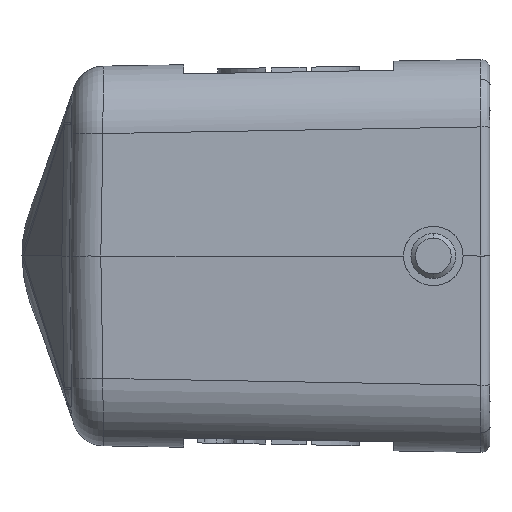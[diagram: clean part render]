
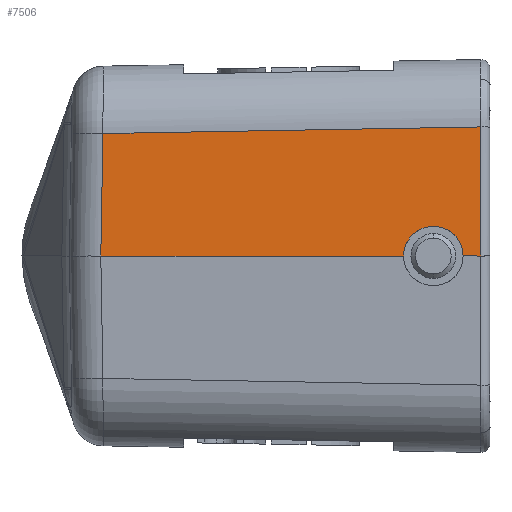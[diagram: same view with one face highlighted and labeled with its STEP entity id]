
A CAD part, left-side view. The second image highlights one B-rep face of the part: STEP entity #7506.
In plain terms, the highlighted planar face has unit normal (-1, 0.018, 0.017).
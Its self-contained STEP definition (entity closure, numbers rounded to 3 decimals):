
#214=DIRECTION('',(0.017,1.,0.));
#215=VECTOR('',#214,33.117);
#216=CARTESIAN_POINT('',(-29.835,9.45,
0.));
#217=LINE('',#216,#215);
#218=DIRECTION('',(0.017,-0.017,1.));
#219=VECTOR('',#218,13.397);
#220=CARTESIAN_POINT('',(-29.257,42.562,
0.));
#221=LINE('',#220,#219);
#222=DIRECTION('',(-0.017,-1.,0.017));
#223=VECTOR('',#222,41.323);
#224=CARTESIAN_POINT('',(-29.027,42.328,13.393));
#225=LINE('',#224,#223);
#226=DIRECTION('',(0.017,1.,0.));
#227=VECTOR('',#226,1.931);
#228=CARTESIAN_POINT('',(-29.982,1.019,
0.));
#229=LINE('',#228,#227);
#230=CARTESIAN_POINT('',(-29.835,6.2,3.25));
#231=CARTESIAN_POINT('',(-29.839,5.953,3.25));
#232=CARTESIAN_POINT('',(-29.849,5.473,3.195));
#233=CARTESIAN_POINT('',(-29.865,4.778,2.953));
#234=CARTESIAN_POINT('',(-29.883,4.157,2.562));
#235=CARTESIAN_POINT('',(-29.901,3.638,2.043));
#236=CARTESIAN_POINT('',(-29.918,3.247,1.422));
#237=CARTESIAN_POINT('',(-29.935,3.005,0.727));
#238=CARTESIAN_POINT('',(-29.944,2.95,0.247));
#239=CARTESIAN_POINT('',(-29.948,2.95,0.));
#5017=DIRECTION('',(0.017,0.,1.));
#5018=VECTOR('',#5017,14.116);
#5019=CARTESIAN_POINT('',(-29.982,1.019,
0.));
#5020=LINE('',#5019,#5018);
#5021=CARTESIAN_POINT('',(-29.835,9.45,
0.));
#5022=CARTESIAN_POINT('',(-29.831,9.45,
0.247));
#5023=CARTESIAN_POINT('',(-29.823,9.395,
0.727));
#5024=CARTESIAN_POINT('',(-29.815,9.153,1.423));
#5025=CARTESIAN_POINT('',(-29.811,8.762,2.043));
#5026=CARTESIAN_POINT('',(-29.811,8.243,2.562));
#5027=CARTESIAN_POINT('',(-29.815,7.623,2.953));
#5028=CARTESIAN_POINT('',(-29.823,6.927,3.195));
#5029=CARTESIAN_POINT('',(-29.831,6.447,3.25));
#5030=CARTESIAN_POINT('',(-29.835,6.2,3.25));
#6095=CARTESIAN_POINT('',(-29.027,42.328,13.393));
#6096=CARTESIAN_POINT('',(-29.736,1.017,14.114));
#6097=VERTEX_POINT('',#6095);
#6098=VERTEX_POINT('',#6096);
#6104=VERTEX_POINT('',#230);
#6105=VERTEX_POINT('',#239);
#6106=VERTEX_POINT('',#5021);
#6107=CARTESIAN_POINT('',(-29.257,42.562,
0.));
#6108=VERTEX_POINT('',#6107);
#6109=CARTESIAN_POINT('',(-29.982,1.019,
0.));
#6110=VERTEX_POINT('',#6109);
#7486=CARTESIAN_POINT('',(-29.607,0.,22.544));
#7487=DIRECTION('',(-1.,0.017,0.017));
#7488=DIRECTION('',(-0.017,-1.,0.));
#7489=AXIS2_PLACEMENT_3D('',#7486,#7487,#7488);
#7490=PLANE('',#7489);
#7492=ORIENTED_EDGE('',*,*,#7491,.F.);
#7494=ORIENTED_EDGE('',*,*,#7493,.F.);
#7496=ORIENTED_EDGE('',*,*,#7495,.T.);
#7498=ORIENTED_EDGE('',*,*,#7497,.T.);
#7499=ORIENTED_EDGE('',*,*,#7467,.T.);
#7501=ORIENTED_EDGE('',*,*,#7500,.F.);
#7503=ORIENTED_EDGE('',*,*,#7502,.T.);
#7504=EDGE_LOOP('',(#7492,#7494,#7496,#7498,#7499,#7501,#7503));
#7505=FACE_OUTER_BOUND('',#7504,.F.);
#7506=ADVANCED_FACE('',(#7505),#7490,.T.);
#240=B_SPLINE_CURVE_WITH_KNOTS('',3,(#230,#231,#232,#233,#234,#235,#236,#237,
#238,#239),.UNSPECIFIED.,.F.,.F.,(4,1,1,1,1,1,1,4),(0.,0.143,
0.286,0.429,0.571,0.714,
0.857,1.),.UNSPECIFIED.);
#5031=B_SPLINE_CURVE_WITH_KNOTS('',3,(#5021,#5022,#5023,#5024,#5025,#5026,#5027,
#5028,#5029,#5030),.UNSPECIFIED.,.F.,.F.,(4,1,1,1,1,1,1,4),(0.,
0.143,0.286,0.429,0.571,
0.714,0.857,1.),.UNSPECIFIED.);
#7467=EDGE_CURVE('',#6097,#6098,#225,.T.);
#7491=EDGE_CURVE('',#6104,#6105,#240,.T.);
#7493=EDGE_CURVE('',#6106,#6104,#5031,.T.);
#7495=EDGE_CURVE('',#6106,#6108,#217,.T.);
#7497=EDGE_CURVE('',#6108,#6097,#221,.T.);
#7500=EDGE_CURVE('',#6110,#6098,#5020,.T.);
#7502=EDGE_CURVE('',#6110,#6105,#229,.T.);
